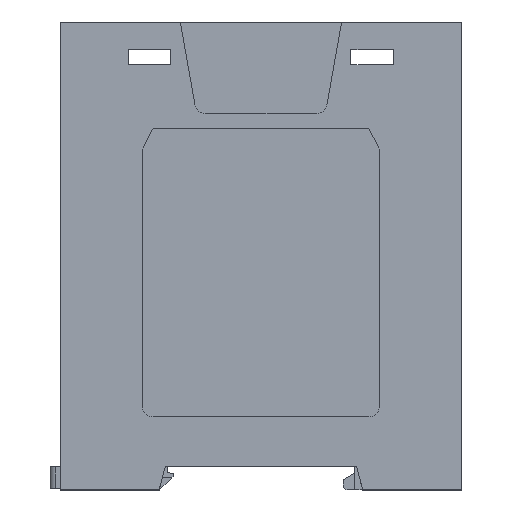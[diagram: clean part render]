
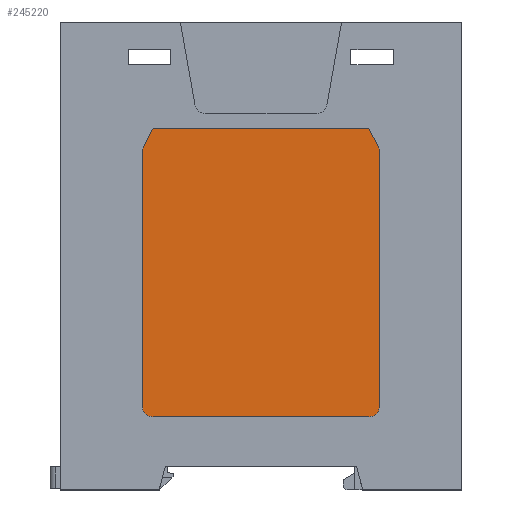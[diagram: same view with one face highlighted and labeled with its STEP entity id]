
A CAD part, top view. The second image highlights one B-rep face of the part: STEP entity #245220.
In plain terms, the highlighted face is planar.
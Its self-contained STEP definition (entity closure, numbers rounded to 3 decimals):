
#243420=CARTESIAN_POINT('',(32.008,42.235,91.2));
#243430=DIRECTION('',(1.,0.,0.));
#243440=VECTOR('',#243430,1.);
#243450=LINE('',#243420,#243440);
#243460=CARTESIAN_POINT('',(34.008,42.235,91.2));
#243470=VERTEX_POINT('',#243460);
#243480=CARTESIAN_POINT('',(74.308,42.235,91.2));
#243490=VERTEX_POINT('',#243480);
#243500=EDGE_CURVE('',#243470,#243490,#243450,.T.);
#243780=CARTESIAN_POINT('',(76.308,42.235,41.4));
#243790=VERTEX_POINT('',#243780);
#243820=CARTESIAN_POINT('',(76.308,42.235,91.2));
#243830=DIRECTION('',(0.,0.,-1.));
#243840=VECTOR('',#243830,1.);
#243850=LINE('',#243820,#243840);
#243860=CARTESIAN_POINT('',(76.308,42.235,89.2));
#243870=VERTEX_POINT('',#243860);
#243880=EDGE_CURVE('',#243870,#243790,#243850,.T.);
#244040=CARTESIAN_POINT('',(32.008,42.235,37.4));
#244050=DIRECTION('',(0.,0.,1.));
#244060=VECTOR('',#244050,1.);
#244070=LINE('',#244040,#244060);
#244080=CARTESIAN_POINT('',(32.008,42.235,41.4));
#244090=VERTEX_POINT('',#244080);
#244100=CARTESIAN_POINT('',(32.008,42.235,89.2));
#244110=VERTEX_POINT('',#244100);
#244120=EDGE_CURVE('',#244090,#244110,#244070,.T.);
#244370=CARTESIAN_POINT('',(52.708,42.235,0.));
#244380=DIRECTION('',(0.447,0.,-0.894));
#244390=VECTOR('',#244380,1.);
#244400=LINE('',#244370,#244390);
#244410=CARTESIAN_POINT('',(34.008,42.235,37.4));
#244420=VERTEX_POINT('',#244410);
#244430=EDGE_CURVE('',#244090,#244420,#244400,.T.);
#244610=CARTESIAN_POINT('',(74.308,42.235,89.2));
#244620=DIRECTION('',(0.,1.,0.));
#244630=DIRECTION('',(1.,0.,0.));
#244640=AXIS2_PLACEMENT_3D('',#244610,#244620,#244630);
#244650=CIRCLE('',#244640,2.);
#244660=EDGE_CURVE('',#243490,#243870,#244650,.T.);
#244770=CARTESIAN_POINT('',(55.608,42.235,0.));
#244780=DIRECTION('',(-0.447,0.,-0.894));
#244790=VECTOR('',#244780,1.);
#244800=LINE('',#244770,#244790);
#244810=CARTESIAN_POINT('',(74.308,42.235,37.4));
#244820=VERTEX_POINT('',#244810);
#244830=EDGE_CURVE('',#243790,#244820,#244800,.T.);
#244960=CARTESIAN_POINT('',(54.158,42.235,61.3)
);
#244970=DIRECTION('',(0.,1.,0.));
#244980=DIRECTION('',(1.,0.,0.));
#244990=AXIS2_PLACEMENT_3D('',#244960,#244970,#244980);
#245000=PLANE('',#244990);
#245010=ORIENTED_EDGE('',*,*,#244830,.F.);
#245020=CARTESIAN_POINT('',(76.308,42.235,37.4));
#245030=DIRECTION('',(-1.,0.,0.));
#245040=VECTOR('',#245030,1.);
#245050=LINE('',#245020,#245040);
#245060=EDGE_CURVE('',#244820,#244420,#245050,.T.);
#245070=ORIENTED_EDGE('',*,*,#245060,.F.);
#245080=ORIENTED_EDGE('',*,*,#244430,.T.);
#245090=ORIENTED_EDGE('',*,*,#244120,.F.);
#245100=CARTESIAN_POINT('',(34.008,42.235,89.2));
#245110=DIRECTION('',(0.,1.,0.));
#245120=DIRECTION('',(1.,0.,0.));
#245130=AXIS2_PLACEMENT_3D('',#245100,#245110,#245120);
#245140=CIRCLE('',#245130,2.);
#245150=EDGE_CURVE('',#244110,#243470,#245140,.T.);
#245160=ORIENTED_EDGE('',*,*,#245150,.F.);
#245170=ORIENTED_EDGE('',*,*,#243500,.F.);
#245180=ORIENTED_EDGE('',*,*,#244660,.F.);
#245190=ORIENTED_EDGE('',*,*,#243880,.F.);
#245200=EDGE_LOOP('',(#245190,#245180,#245170,#245160,#245090,#245080,
#245070,#245010));
#245210=FACE_OUTER_BOUND('',#245200,.T.);
#245220=ADVANCED_FACE('',(#245210),#245000,.F.);
